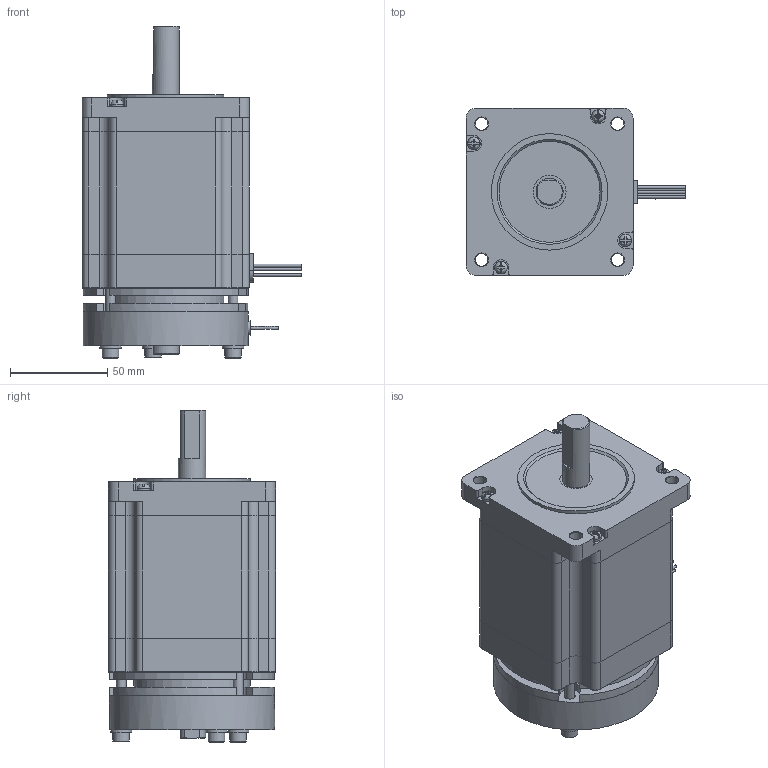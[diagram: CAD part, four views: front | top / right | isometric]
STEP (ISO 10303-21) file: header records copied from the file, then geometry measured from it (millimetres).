
FILE_DESCRIPTION( ( '' ), '1' );
FILE_NAME( 'MS599-AM.stp', '2016-06-01T05:32:43', ( 'Dimamotor' ), ( 'Dimamotor' ), 'PSStep 17.0.49', ' ', ' ' );
FILE_SCHEMA( ( 'AUTOMOTIVE_DESIGN { 1 0 10303 214 1 1 1 1 }' ) );
Length unit declared in the file: millimetre
Products named in the file (8): MS59-煞車下蓋; MS59-雙軸下蓋; BN-S20-STEPMOTOR; Washer_ANSI_B18_22M_A_5_v12.00; Screw_ANSI_B18_3_1M_A_M5x35_v12.00; Assem1; MS59-上蓋; MS599-定子
Assembly tree (11 placements, depth 3):
  Assem1
    MS59-上蓋
    MS599-定子
    MS59-煞車下蓋
      MS59-雙軸下蓋
      BN-S20-STEPMOTOR
      Washer_ANSI_B18_22M_A_5_v12.00  x3
      Screw_ANSI_B18_3_1M_A_M5x35_v12.00  x3
Bounding box: 113.2 x 86 x 170.95 mm (x, y, z)
Volume: 793618.7 mm3; surface area: 112114 mm2
Topology: 10 solids, 10 shells, 373 faces, 929 edges, 614 vertices
Faces by surface type: plane 215, cylinder 125, cone 15, torus 12, bspline 6
Full cylindrical faces by diameter (mm): 1.5 x5, 4.2 x3, 5 x6, 5.5 x6, 6.5 x8, 7.5 x1, 8.5 x3, 11 x3, 14 x3, 17 x1, 19 x1, 20 x4, 30 x1, 60 x2, 85 x1
Entity records: 13200 total; most frequent: CARTESIAN_POINT 2572, DIRECTION 1672, ORIENTED_EDGE 1540, EDGE_CURVE 770, AXIS2_PLACEMENT_3D 617, VERTEX_POINT 532, LINE 438, VECTOR 438
